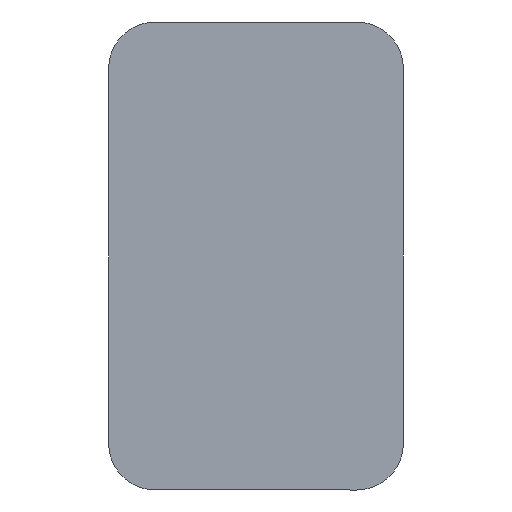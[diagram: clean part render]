
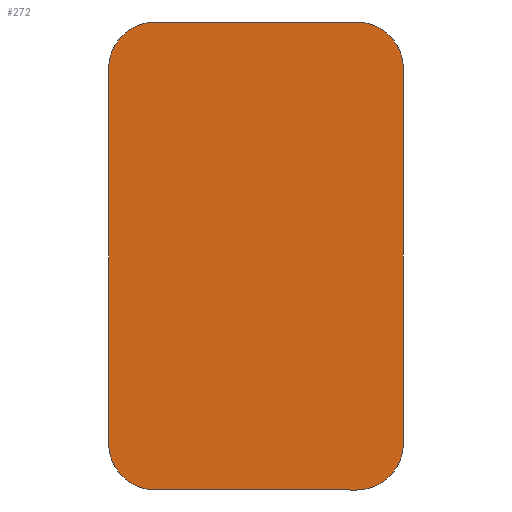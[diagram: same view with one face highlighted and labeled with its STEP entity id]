
A CAD part, front view. The second image highlights one B-rep face of the part: STEP entity #272.
In plain terms, the highlighted planar face has unit normal (0, -1, 0).
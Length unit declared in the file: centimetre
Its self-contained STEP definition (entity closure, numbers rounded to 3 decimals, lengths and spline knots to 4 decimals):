
#16=CIRCLE('',#294,2.);
#18=CIRCLE('',#298,2.);
#20=CIRCLE('',#302,2.);
#22=CIRCLE('',#306,2.);
#42=FACE_OUTER_BOUND('',#58,.T.);
#58=EDGE_LOOP('',(#239,#240,#241,#242,#243,#244,#245,#246));
#71=LINE('',#415,#99);
#76=LINE('',#429,#104);
#80=LINE('',#441,#108);
#84=LINE('',#453,#112);
#99=VECTOR('',#336,1.);
#104=VECTOR('',#349,1.);
#108=VECTOR('',#361,1.);
#112=VECTOR('',#373,1.);
#123=VERTEX_POINT('',#413);
#124=VERTEX_POINT('',#414);
#127=VERTEX_POINT('',#422);
#129=VERTEX_POINT('',#428);
#131=VERTEX_POINT('',#434);
#133=VERTEX_POINT('',#440);
#135=VERTEX_POINT('',#446);
#137=VERTEX_POINT('',#452);
#151=EDGE_CURVE('',#123,#124,#71,.T.);
#155=EDGE_CURVE('',#127,#124,#16,.T.);
#158=EDGE_CURVE('',#127,#129,#76,.T.);
#161=EDGE_CURVE('',#131,#129,#18,.T.);
#164=EDGE_CURVE('',#131,#133,#80,.T.);
#167=EDGE_CURVE('',#135,#133,#20,.T.);
#170=EDGE_CURVE('',#135,#137,#84,.T.);
#173=EDGE_CURVE('',#123,#137,#22,.T.);
#239=ORIENTED_EDGE('',*,*,#173,.T.);
#240=ORIENTED_EDGE('',*,*,#170,.F.);
#241=ORIENTED_EDGE('',*,*,#167,.T.);
#242=ORIENTED_EDGE('',*,*,#164,.F.);
#243=ORIENTED_EDGE('',*,*,#161,.T.);
#244=ORIENTED_EDGE('',*,*,#158,.F.);
#245=ORIENTED_EDGE('',*,*,#155,.T.);
#246=ORIENTED_EDGE('',*,*,#151,.F.);
#257=PLANE('',#309);
#272=ADVANCED_FACE('',(#42),#257,.T.);
#294=AXIS2_PLACEMENT_3D('',#423,#342,#343);
#298=AXIS2_PLACEMENT_3D('',#435,#354,#355);
#302=AXIS2_PLACEMENT_3D('',#447,#366,#367);
#306=AXIS2_PLACEMENT_3D('',#458,#378,#379);
#309=AXIS2_PLACEMENT_3D('',#461,#384,#385);
#336=DIRECTION('',(0.,0.,-1.));
#342=DIRECTION('center_axis',(0.,-1.,0.));
#343=DIRECTION('ref_axis',(0.,0.,-1.));
#349=DIRECTION('',(-1.,0.,0.));
#354=DIRECTION('center_axis',(0.,-1.,0.));
#355=DIRECTION('ref_axis',(-1.,0.,0.));
#361=DIRECTION('',(0.,0.,1.));
#366=DIRECTION('center_axis',(0.,-1.,0.));
#367=DIRECTION('ref_axis',(0.,0.,1.));
#373=DIRECTION('',(1.,0.,0.));
#378=DIRECTION('center_axis',(0.,-1.,0.));
#379=DIRECTION('ref_axis',(1.,0.,0.));
#384=DIRECTION('center_axis',(0.,-1.,0.));
#385=DIRECTION('ref_axis',(1.,0.,0.));
#413=CARTESIAN_POINT('',(-32.,0.,17.8));
#414=CARTESIAN_POINT('',(-32.,0.,1.8));
#415=CARTESIAN_POINT('',(-32.,0.,19.8));
#422=CARTESIAN_POINT('',(-34.,0.,-0.2));
#423=CARTESIAN_POINT('Origin',(-34.,0.,1.8));
#428=CARTESIAN_POINT('',(-42.6,0.,-0.2));
#429=CARTESIAN_POINT('',(-32.,0.,-0.2));
#434=CARTESIAN_POINT('',(-44.6,0.,1.8));
#435=CARTESIAN_POINT('Origin',(-42.6,0.,1.8));
#440=CARTESIAN_POINT('',(-44.6,0.,17.8));
#441=CARTESIAN_POINT('',(-44.6,0.,-0.2));
#446=CARTESIAN_POINT('',(-42.6,0.,19.8));
#447=CARTESIAN_POINT('Origin',(-42.6,0.,17.8));
#452=CARTESIAN_POINT('',(-34.,0.,19.8));
#453=CARTESIAN_POINT('',(-44.6,0.,19.8));
#458=CARTESIAN_POINT('Origin',(-34.,0.,17.8));
#461=CARTESIAN_POINT('Origin',(-38.3,0.,9.8));
